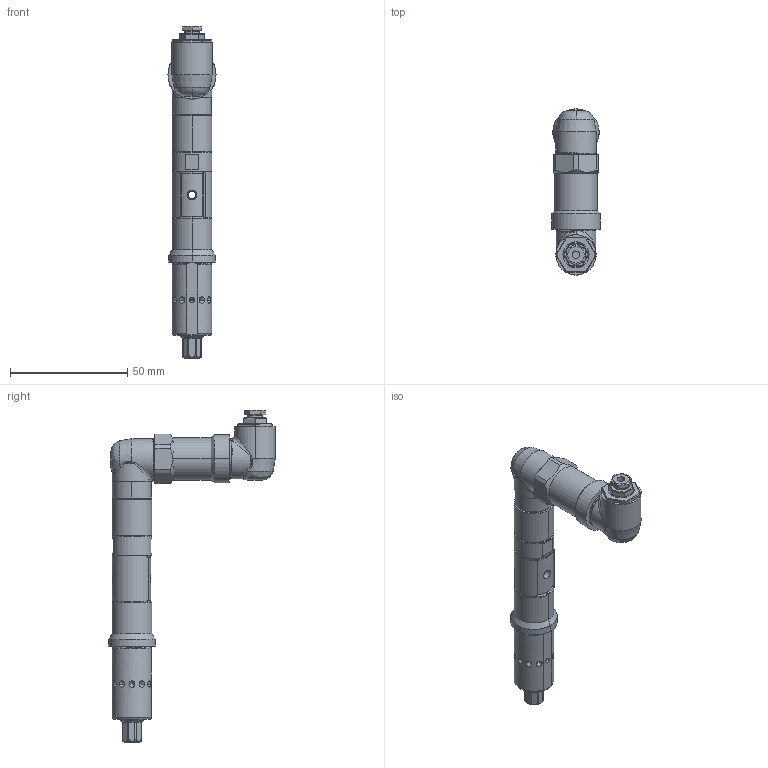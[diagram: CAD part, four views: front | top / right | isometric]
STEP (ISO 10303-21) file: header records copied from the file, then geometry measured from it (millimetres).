
FILE_DESCRIPTION((''),'2;1');
FILE_NAME('8421012333_SW0001','2023-11-19T15:30:18',('INEdipo'),(''),'CREO PARAMETRIC BY PTC INC, 2022414','CREO PARAMETRIC BY PTC INC, 2022414','');
FILE_SCHEMA(('AP242_MANAGED_MODEL_BASED_3D_ENGINEERING_MIM_LF { 1 0 10303 442 1 1 4 }'));
Length unit declared in the file: inch
Products named in the file (1): 8421012333_SW0001
Bounding box: 20.5 x 71 x 141.54 mm (x, y, z)
Volume: 42873.8 mm3; surface area: 13415.3 mm2
Topology: 2 solids, 2 shells, 311 faces, 812 edges, 505 vertices
Faces by surface type: plane 109, cylinder 90, cone 51, bspline 34, torus 27
Entity records: 13990 total; most frequent: CARTESIAN_POINT 4472, ORIENTED_EDGE 1572, DIRECTION 1433, EDGE_CURVE 786, AXIS2_PLACEMENT_3D 559, VERTEX_POINT 505, EDGE_LOOP 357, VECTOR 315
